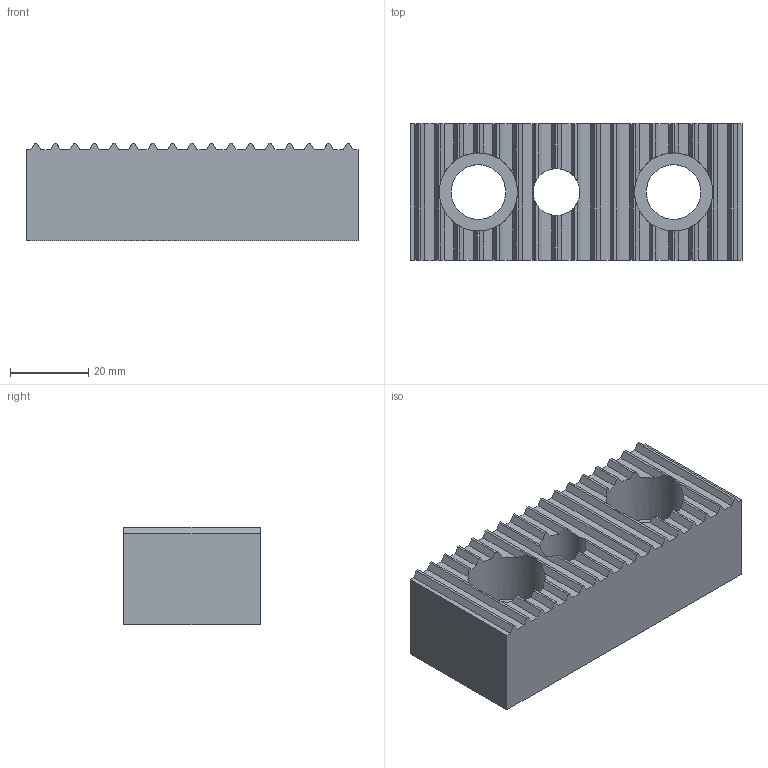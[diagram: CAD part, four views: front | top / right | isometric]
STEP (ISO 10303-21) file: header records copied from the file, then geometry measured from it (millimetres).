
FILE_DESCRIPTION (( 'STEP AP203' ), '1' );
FILE_NAME ('bj500-12025.STEP', '2021-10-24T23:53:12', ( '' ), ( '' ), 'SwSTEP 2.0', 'SolidWorks 2020', '' );
FILE_SCHEMA (( 'CONFIG_CONTROL_DESIGN' ));
Length unit declared in the file: millimetre
Products named in the file (1): bj500-12025
Bounding box: 85 x 35 x 25 mm (x, y, z)
Volume: 56489.4 mm3; surface area: 15203.7 mm2
Topology: 1 solids, 1 shells, 125 faces, 372 edges, 248 vertices
Faces by surface type: plane 115, cylinder 10
Entity records: 4255 total; most frequent: CARTESIAN_POINT 878, ORIENTED_EDGE 744, DIRECTION 640, EDGE_CURVE 372, LINE 268, VECTOR 268, VERTEX_POINT 248, AXIS2_PLACEMENT_3D 186
